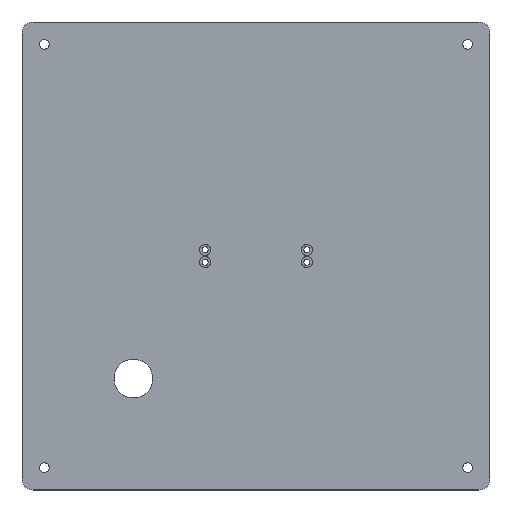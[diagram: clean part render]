
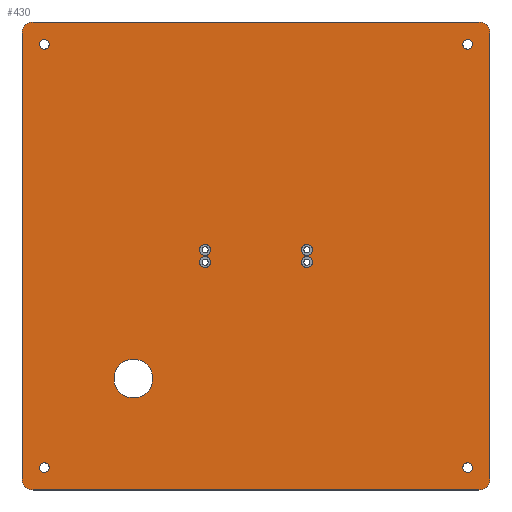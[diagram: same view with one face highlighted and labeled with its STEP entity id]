
A CAD part, top view. The second image highlights one B-rep face of the part: STEP entity #430.
In plain terms, the highlighted planar face has unit normal (0, 0, 1).
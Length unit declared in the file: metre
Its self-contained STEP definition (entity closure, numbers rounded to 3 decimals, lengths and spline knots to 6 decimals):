
#41=LINE('',#723,#57);
#42=LINE('',#728,#58);
#43=LINE('',#732,#59);
#44=LINE('',#736,#60);
#57=VECTOR('',#582,1.);
#58=VECTOR('',#585,1.);
#59=VECTOR('',#588,1.);
#60=VECTOR('',#591,1.);
#86=ORIENTED_EDGE('',*,*,#186,.F.);
#87=ORIENTED_EDGE('',*,*,#187,.T.);
#88=ORIENTED_EDGE('',*,*,#188,.F.);
#89=ORIENTED_EDGE('',*,*,#189,.F.);
#90=ORIENTED_EDGE('',*,*,#190,.F.);
#91=ORIENTED_EDGE('',*,*,#191,.F.);
#92=ORIENTED_EDGE('',*,*,#192,.F.);
#93=ORIENTED_EDGE('',*,*,#193,.F.);
#94=ORIENTED_EDGE('',*,*,#194,.F.);
#95=ORIENTED_EDGE('',*,*,#195,.T.);
#96=ORIENTED_EDGE('',*,*,#196,.T.);
#97=ORIENTED_EDGE('',*,*,#197,.T.);
#98=ORIENTED_EDGE('',*,*,#198,.T.);
#99=ORIENTED_EDGE('',*,*,#199,.T.);
#100=ORIENTED_EDGE('',*,*,#200,.F.);
#101=ORIENTED_EDGE('',*,*,#201,.T.);
#102=ORIENTED_EDGE('',*,*,#202,.T.);
#186=EDGE_CURVE('',#236,#236,#274,.T.);
#187=EDGE_CURVE('',#237,#237,#275,.T.);
#188=EDGE_CURVE('',#238,#238,#276,.T.);
#189=EDGE_CURVE('',#239,#239,#277,.T.);
#190=EDGE_CURVE('',#240,#240,#278,.T.);
#191=EDGE_CURVE('',#241,#241,#279,.T.);
#192=EDGE_CURVE('',#242,#242,#280,.T.);
#193=EDGE_CURVE('',#243,#243,#281,.T.);
#194=EDGE_CURVE('',#244,#245,#41,.T.);
#195=EDGE_CURVE('',#244,#246,#282,.T.);
#196=EDGE_CURVE('',#246,#247,#42,.T.);
#197=EDGE_CURVE('',#247,#248,#283,.T.);
#198=EDGE_CURVE('',#248,#249,#43,.T.);
#199=EDGE_CURVE('',#249,#250,#284,.T.);
#200=EDGE_CURVE('',#251,#250,#44,.T.);
#201=EDGE_CURVE('',#251,#245,#285,.T.);
#202=EDGE_CURVE('',#252,#252,#286,.T.);
#236=VERTEX_POINT('',#708);
#237=VERTEX_POINT('',#710);
#238=VERTEX_POINT('',#712);
#239=VERTEX_POINT('',#714);
#240=VERTEX_POINT('',#716);
#241=VERTEX_POINT('',#718);
#242=VERTEX_POINT('',#720);
#243=VERTEX_POINT('',#722);
#244=VERTEX_POINT('',#724);
#245=VERTEX_POINT('',#725);
#246=VERTEX_POINT('',#727);
#247=VERTEX_POINT('',#729);
#248=VERTEX_POINT('',#731);
#249=VERTEX_POINT('',#733);
#250=VERTEX_POINT('',#735);
#251=VERTEX_POINT('',#737);
#252=VERTEX_POINT('',#740);
#274=CIRCLE('',#484,0.011049);
#275=CIRCLE('',#485,0.002794);
#276=CIRCLE('',#486,0.002794);
#277=CIRCLE('',#487,0.002794);
#278=CIRCLE('',#488,0.003175);
#279=CIRCLE('',#489,0.003175);
#280=CIRCLE('',#490,0.003175);
#281=CIRCLE('',#491,0.003175);
#282=CIRCLE('',#492,0.00635);
#283=CIRCLE('',#493,0.00635);
#284=CIRCLE('',#494,0.00635);
#285=CIRCLE('',#495,0.00635);
#286=CIRCLE('',#496,0.002794);
#305=EDGE_LOOP('',(#86));
#306=EDGE_LOOP('',(#87));
#307=EDGE_LOOP('',(#88));
#308=EDGE_LOOP('',(#89));
#309=EDGE_LOOP('',(#90));
#310=EDGE_LOOP('',(#91));
#311=EDGE_LOOP('',(#92));
#312=EDGE_LOOP('',(#93));
#313=EDGE_LOOP('',(#94,#95,#96,#97,#98,#99,#100,#101));
#314=EDGE_LOOP('',(#102));
#367=FACE_BOUND('',#305,.T.);
#368=FACE_BOUND('',#306,.T.);
#369=FACE_BOUND('',#307,.T.);
#370=FACE_BOUND('',#308,.T.);
#371=FACE_BOUND('',#309,.T.);
#372=FACE_BOUND('',#310,.T.);
#373=FACE_BOUND('',#311,.T.);
#374=FACE_BOUND('',#312,.T.);
#375=FACE_BOUND('',#313,.T.);
#376=FACE_BOUND('',#314,.T.);
#420=PLANE('',#483);
#430=ADVANCED_FACE('',(#367,#368,#369,#370,#371,#372,#373,#374,#375,#376),
#420,.T.);
#483=AXIS2_PLACEMENT_3D('',#706,#564,#565);
#484=AXIS2_PLACEMENT_3D('',#707,#566,#567);
#485=AXIS2_PLACEMENT_3D('',#709,#568,#569);
#486=AXIS2_PLACEMENT_3D('',#711,#570,#571);
#487=AXIS2_PLACEMENT_3D('',#713,#572,#573);
#488=AXIS2_PLACEMENT_3D('',#715,#574,#575);
#489=AXIS2_PLACEMENT_3D('',#717,#576,#577);
#490=AXIS2_PLACEMENT_3D('',#719,#578,#579);
#491=AXIS2_PLACEMENT_3D('',#721,#580,#581);
#492=AXIS2_PLACEMENT_3D('',#726,#583,#584);
#493=AXIS2_PLACEMENT_3D('',#730,#586,#587);
#494=AXIS2_PLACEMENT_3D('',#734,#589,#590);
#495=AXIS2_PLACEMENT_3D('',#738,#592,#593);
#496=AXIS2_PLACEMENT_3D('',#739,#594,#595);
#564=DIRECTION('',(0.,0.,1.));
#565=DIRECTION('',(1.,0.,0.));
#566=DIRECTION('',(0.,0.,1.));
#567=DIRECTION('',(1.,0.,0.));
#568=DIRECTION('',(0.,0.,-1.));
#569=DIRECTION('',(1.,0.,0.));
#570=DIRECTION('',(0.,0.,1.));
#571=DIRECTION('',(1.,0.,0.));
#572=DIRECTION('',(0.,0.,1.));
#573=DIRECTION('',(1.,0.,0.));
#574=DIRECTION('',(0.,0.,1.));
#575=DIRECTION('',(1.,0.,0.));
#576=DIRECTION('',(0.,0.,1.));
#577=DIRECTION('',(1.,0.,0.));
#578=DIRECTION('',(0.,0.,1.));
#579=DIRECTION('',(1.,0.,0.));
#580=DIRECTION('',(0.,0.,1.));
#581=DIRECTION('',(1.,0.,0.));
#582=DIRECTION('',(0.,1.,0.));
#583=DIRECTION('',(0.,0.,1.));
#584=DIRECTION('',(1.,0.,0.));
#585=DIRECTION('',(1.,0.,0.));
#586=DIRECTION('',(0.,0.,1.));
#587=DIRECTION('',(1.,0.,0.));
#588=DIRECTION('',(0.,1.,0.));
#589=DIRECTION('',(0.,0.,1.));
#590=DIRECTION('',(1.,0.,0.));
#591=DIRECTION('',(1.,0.,0.));
#592=DIRECTION('',(0.,0.,1.));
#593=DIRECTION('',(1.,0.,0.));
#594=DIRECTION('',(0.,0.,-1.));
#595=DIRECTION('',(1.,0.,0.));
#706=CARTESIAN_POINT('',(0.13335,0.13335,0.));
#707=CARTESIAN_POINT('',(0.0635,0.0635,0.));
#708=CARTESIAN_POINT('',(0.074549,0.0635,0.));
#709=CARTESIAN_POINT('',(0.0127,0.254,0.));
#710=CARTESIAN_POINT('',(0.015494,0.254,0.));
#711=CARTESIAN_POINT('',(0.0127,0.0127,0.));
#712=CARTESIAN_POINT('',(0.015494,0.0127,0.));
#713=CARTESIAN_POINT('',(0.254,0.254,0.));
#714=CARTESIAN_POINT('',(0.256794,0.254,0.));
#715=CARTESIAN_POINT('',(0.162357,0.129845,0.));
#716=CARTESIAN_POINT('',(0.165532,0.129845,0.));
#717=CARTESIAN_POINT('',(0.162357,0.136855,0.));
#718=CARTESIAN_POINT('',(0.165532,0.136855,0.));
#719=CARTESIAN_POINT('',(0.104343,0.136855,0.));
#720=CARTESIAN_POINT('',(0.107518,0.136855,0.));
#721=CARTESIAN_POINT('',(0.104343,0.129845,0.));
#722=CARTESIAN_POINT('',(0.107518,0.129845,0.));
#723=CARTESIAN_POINT('',(0.,0.13335,0.));
#724=CARTESIAN_POINT('',(0.,0.00635,0.));
#725=CARTESIAN_POINT('',(0.,0.26035,0.));
#726=CARTESIAN_POINT('',(0.00635,0.00635,0.));
#727=CARTESIAN_POINT('',(0.00635,0.,0.));
#728=CARTESIAN_POINT('',(0.13335,0.,0.));
#729=CARTESIAN_POINT('',(0.26035,0.,0.));
#730=CARTESIAN_POINT('',(0.26035,0.00635,0.));
#731=CARTESIAN_POINT('',(0.2667,0.00635,0.));
#732=CARTESIAN_POINT('',(0.2667,0.13335,0.));
#733=CARTESIAN_POINT('',(0.2667,0.26035,0.));
#734=CARTESIAN_POINT('',(0.26035,0.26035,0.));
#735=CARTESIAN_POINT('',(0.26035,0.2667,0.));
#736=CARTESIAN_POINT('',(0.13335,0.2667,0.));
#737=CARTESIAN_POINT('',(0.00635,0.2667,0.));
#738=CARTESIAN_POINT('',(0.00635,0.26035,0.));
#739=CARTESIAN_POINT('',(0.254,0.0127,0.));
#740=CARTESIAN_POINT('',(0.256794,0.0127,0.));
